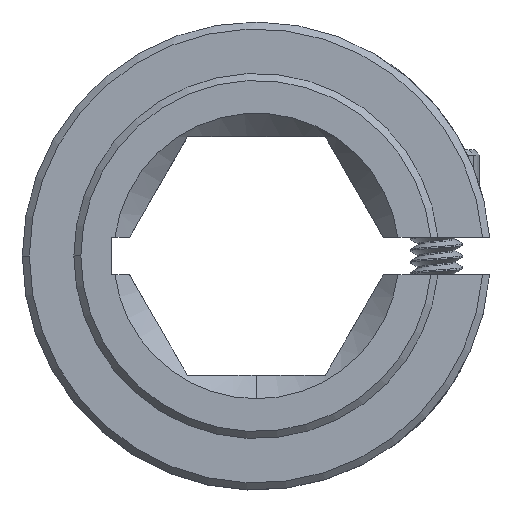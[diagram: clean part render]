
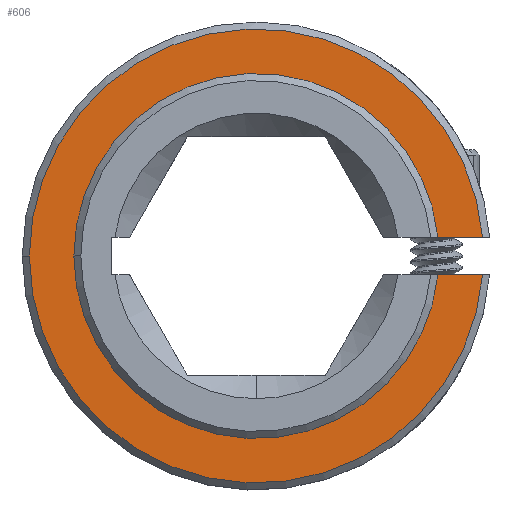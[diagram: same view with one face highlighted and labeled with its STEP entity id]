
A CAD part, top view. The second image highlights one B-rep face of the part: STEP entity #606.
In plain terms, the highlighted planar face has unit normal (0, 0, 1).
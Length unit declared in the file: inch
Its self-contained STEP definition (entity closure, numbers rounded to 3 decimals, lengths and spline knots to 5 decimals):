
#76 = EDGE_CURVE ( 'NONE', #5224, #1940, #760, .T. ) ;
#173 = ORIENTED_EDGE ( 'NONE', *, *, #2713, .T. ) ;
#287 = ORIENTED_EDGE ( 'NONE', *, *, #76, .T. ) ;
#329 = AXIS2_PLACEMENT_3D ( 'NONE', #4004, #2289, #1881 ) ;
#494 = EDGE_CURVE ( 'NONE', #4793, #3718, #5268, .T. ) ;
#606 = ADVANCED_FACE ( 'NONE', ( #3087 ), #1644, .T. ) ;
#760 = CIRCLE ( 'NONE', #5899, 0.39 ) ;
#818 = CARTESIAN_POINT ( 'NONE',  ( 0., 0., 0.235 ) ) ;
#858 = CARTESIAN_POINT ( 'NONE',  ( -0.39, 0., 0.235 ) ) ;
#1053 = EDGE_LOOP ( 'NONE', ( #3147, #3959, #1865, #4742, #173, #287 ) ) ;
#1129 = DIRECTION ( 'NONE',  ( 0., 0., -1. ) ) ;
#1162 = VECTOR ( 'NONE', #1307, 39.37008 ) ;
#1296 = CARTESIAN_POINT ( 'NONE',  ( 0.48335, 0.04, 0.235 ) ) ;
#1307 = DIRECTION ( 'NONE',  ( -1., 0., 0. ) ) ;
#1309 = EDGE_CURVE ( 'NONE', #1354, #4896, #4049, .T. ) ;
#1354 = VERTEX_POINT ( 'NONE', #2304 ) ;
#1644 = PLANE ( 'NONE',  #4497 ) ;
#1865 = ORIENTED_EDGE ( 'NONE', *, *, #2640, .T. ) ;
#1881 = DIRECTION ( 'NONE',  ( 1., 0., 0. ) ) ;
#1940 = VERTEX_POINT ( 'NONE', #2887 ) ;
#2056 = DIRECTION ( 'NONE',  ( 1., 0., 0. ) ) ;
#2115 = CARTESIAN_POINT ( 'NONE',  ( 0., 0., 0.235 ) ) ;
#2289 = DIRECTION ( 'NONE',  ( 0., 0., 1. ) ) ;
#2304 = CARTESIAN_POINT ( 'NONE',  ( 0.48335, -0.04, 0.235 ) ) ;
#2337 = AXIS2_PLACEMENT_3D ( 'NONE', #4714, #1129, #2411 ) ;
#2354 = AXIS2_PLACEMENT_3D ( 'NONE', #5378, #5408, #2056 ) ;
#2411 = DIRECTION ( 'NONE',  ( 1., 0., 0. ) ) ;
#2640 = EDGE_CURVE ( 'NONE', #3718, #1354, #5751, .T. ) ;
#2713 = EDGE_CURVE ( 'NONE', #4896, #5224, #3412, .T. ) ;
#2887 = CARTESIAN_POINT ( 'NONE',  ( 0.38794, 0.04, 0.235 ) ) ;
#3087 = FACE_OUTER_BOUND ( 'NONE', #1053, .T. ) ;
#3147 = ORIENTED_EDGE ( 'NONE', *, *, #5240, .T. ) ;
#3412 = CIRCLE ( 'NONE', #2337, 0.39 ) ;
#3485 = DIRECTION ( 'NONE',  ( 0., 0., 1. ) ) ;
#3627 = VECTOR ( 'NONE', #4062, 39.37008 ) ;
#3718 = VERTEX_POINT ( 'NONE', #5964 ) ;
#3959 = ORIENTED_EDGE ( 'NONE', *, *, #494, .T. ) ;
#4004 = CARTESIAN_POINT ( 'NONE',  ( 0., 0., 0.235 ) ) ;
#4049 = LINE ( 'NONE', #4994, #1162 ) ;
#4062 = DIRECTION ( 'NONE',  ( 1., 0., 0. ) ) ;
#4497 = AXIS2_PLACEMENT_3D ( 'NONE', #2115, #3485, #5339 ) ;
#4516 = DIRECTION ( 'NONE',  ( 0., 0., -1. ) ) ;
#4714 = CARTESIAN_POINT ( 'NONE',  ( 0., 0., 0.235 ) ) ;
#4742 = ORIENTED_EDGE ( 'NONE', *, *, #1309, .T. ) ;
#4793 = VERTEX_POINT ( 'NONE', #1296 ) ;
#4896 = VERTEX_POINT ( 'NONE', #5692 ) ;
#4994 = CARTESIAN_POINT ( 'NONE',  ( 0.5, -0.04, 0.235 ) ) ;
#5224 = VERTEX_POINT ( 'NONE', #858 ) ;
#5240 = EDGE_CURVE ( 'NONE', #1940, #4793, #5863, .T. ) ;
#5268 = CIRCLE ( 'NONE', #2354, 0.485 ) ;
#5339 = DIRECTION ( 'NONE',  ( 1., 0., 0. ) ) ;
#5378 = CARTESIAN_POINT ( 'NONE',  ( 0., 0., 0.235 ) ) ;
#5408 = DIRECTION ( 'NONE',  ( 0., 0., 1. ) ) ;
#5506 = CARTESIAN_POINT ( 'NONE',  ( -0.31, 0.04, 0.235 ) ) ;
#5692 = CARTESIAN_POINT ( 'NONE',  ( 0.38794, -0.04, 0.235 ) ) ;
#5751 = CIRCLE ( 'NONE', #329, 0.485 ) ;
#5863 = LINE ( 'NONE', #5506, #3627 ) ;
#5899 = AXIS2_PLACEMENT_3D ( 'NONE', #818, #4516, #5919 ) ;
#5919 = DIRECTION ( 'NONE',  ( 1., 0., 0. ) ) ;
#5964 = CARTESIAN_POINT ( 'NONE',  ( -0.485, 0., 0.235 ) ) ;
